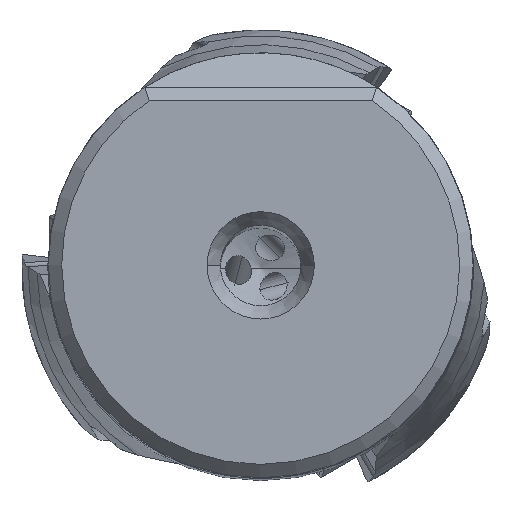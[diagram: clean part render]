
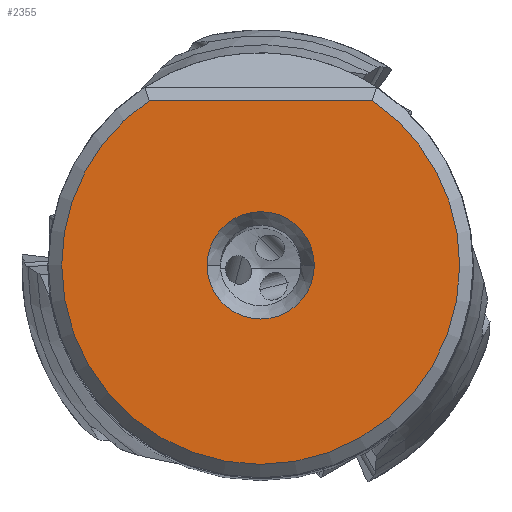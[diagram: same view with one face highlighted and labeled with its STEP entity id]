
A CAD part, top view. The second image highlights one B-rep face of the part: STEP entity #2355.
In plain terms, the highlighted planar face has unit normal (0, 0, 1).
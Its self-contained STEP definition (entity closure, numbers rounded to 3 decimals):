
#642=PLANE('',#12970);
#785=FACE_BOUND('',#3712,.T.);
#786=FACE_BOUND('',#3713,.T.);
#1101=LINE('',#24980,#1716);
#1716=VECTOR('',#15226,1.);
#2355=ADVANCED_FACE('',(#785,#786),#642,.T.);
#3712=EDGE_LOOP('',(#6539,#6540,#6541,#6542));
#3713=EDGE_LOOP('',(#6543,#6544));
#4397=CIRCLE('',#12964,14.84);
#4398=CIRCLE('',#12965,14.84);
#4399=CIRCLE('',#12966,14.84);
#4400=CIRCLE('',#12968,4.);
#4401=CIRCLE('',#12969,4.);
#6539=ORIENTED_EDGE('',*,*,#10624,.F.);
#6540=ORIENTED_EDGE('',*,*,#10623,.F.);
#6541=ORIENTED_EDGE('',*,*,#10622,.F.);
#6542=ORIENTED_EDGE('',*,*,#10614,.T.);
#6543=ORIENTED_EDGE('',*,*,#10625,.F.);
#6544=ORIENTED_EDGE('',*,*,#10626,.F.);
#9108=VERTEX_POINT('',#24981);
#9109=VERTEX_POINT('',#24982);
#9114=VERTEX_POINT('',#25006);
#9115=VERTEX_POINT('',#25008);
#9116=VERTEX_POINT('',#25012);
#9117=VERTEX_POINT('',#25013);
#10614=EDGE_CURVE('',#9108,#9109,#1101,.T.);
#10622=EDGE_CURVE('',#9108,#9114,#4397,.T.);
#10623=EDGE_CURVE('',#9114,#9115,#4398,.T.);
#10624=EDGE_CURVE('',#9115,#9109,#4399,.T.);
#10625=EDGE_CURVE('',#9116,#9117,#4400,.T.);
#10626=EDGE_CURVE('',#9117,#9116,#4401,.T.);
#12964=AXIS2_PLACEMENT_3D('',#25005,#15239,#15240);
#12965=AXIS2_PLACEMENT_3D('',#25007,#15241,#15242);
#12966=AXIS2_PLACEMENT_3D('',#25009,#15243,#15244);
#12968=AXIS2_PLACEMENT_3D('',#25011,#15247,#15248);
#12969=AXIS2_PLACEMENT_3D('',#25014,#15249,#15250);
#12970=AXIS2_PLACEMENT_3D('',#25015,#15251,#15252);
#15226=DIRECTION('',(-1.,0.,0.));
#15239=DIRECTION('',(0.,0.,-1.));
#15240=DIRECTION('',(0.561,0.828,0.));
#15241=DIRECTION('',(0.,0.,-1.));
#15242=DIRECTION('',(1.,-0.002,0.));
#15243=DIRECTION('',(0.,0.,-1.));
#15244=DIRECTION('',(-1.,0.002,0.));
#15247=DIRECTION('',(0.,0.,1.));
#15248=DIRECTION('',(-1.,0.,0.));
#15249=DIRECTION('',(0.,0.,1.));
#15250=DIRECTION('',(1.,0.,0.));
#15251=DIRECTION('',(0.,0.,1.));
#15252=DIRECTION('',(1.,0.,0.));
#24980=CARTESIAN_POINT('',(8.325,12.285,0.));
#24981=CARTESIAN_POINT('',(8.325,12.285,0.));
#24982=CARTESIAN_POINT('',(-8.325,12.285,0.));
#25005=CARTESIAN_POINT('',(0.,0.,0.));
#25006=CARTESIAN_POINT('',(14.84,-0.027,0.));
#25007=CARTESIAN_POINT('',(0.,0.,0.));
#25008=CARTESIAN_POINT('',(-14.84,0.027,0.));
#25009=CARTESIAN_POINT('',(0.,0.,0.));
#25011=CARTESIAN_POINT('',(0.,0.,0.));
#25012=CARTESIAN_POINT('',(-4.,0.,0.));
#25013=CARTESIAN_POINT('',(4.,0.,0.));
#25014=CARTESIAN_POINT('',(0.,0.,0.));
#25015=CARTESIAN_POINT('',(0.,-1.278,0.));
